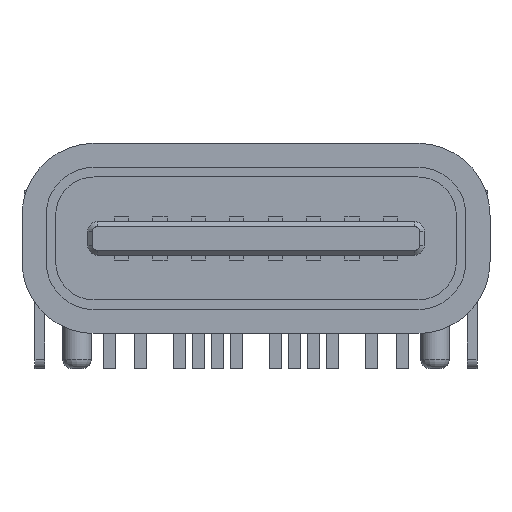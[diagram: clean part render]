
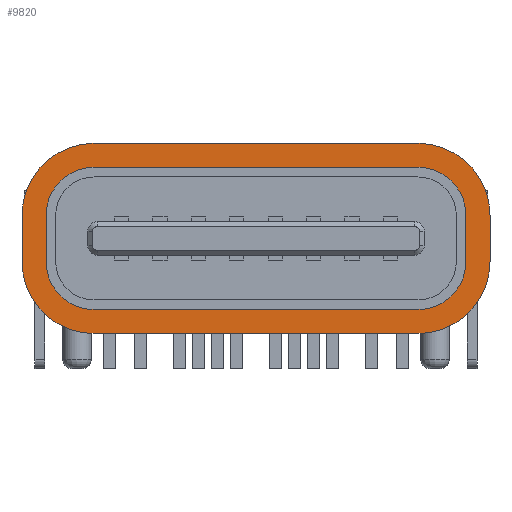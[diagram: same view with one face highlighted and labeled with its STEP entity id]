
A CAD part, front view. The second image highlights one B-rep face of the part: STEP entity #9820.
In plain terms, the highlighted planar face has unit normal (0, -1, 0).
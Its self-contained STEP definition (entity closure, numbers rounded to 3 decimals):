
#66=FACE_BOUND('',#3740,.T.);
#377=PLANE('',#10448);
#1267=LINE('',#15206,#2423);
#1373=LINE('',#15475,#2529);
#1405=LINE('',#15560,#2561);
#1409=LINE('',#15569,#2565);
#1412=LINE('',#15577,#2568);
#1417=LINE('',#15587,#2573);
#1418=LINE('',#15602,#2574);
#1419=LINE('',#15605,#2575);
#2423=VECTOR('',#12250,1.);
#2529=VECTOR('',#12446,1.);
#2561=VECTOR('',#12518,1.);
#2565=VECTOR('',#12524,1.);
#2568=VECTOR('',#12529,1.);
#2573=VECTOR('',#12536,1.);
#2574=VECTOR('',#12563,1.);
#2575=VECTOR('',#12566,1.);
#3221=FACE_OUTER_BOUND('',#3739,.T.);
#3739=EDGE_LOOP('',(#8261,#8262,#8263,#8264,#8265,#8266,#8267,#8268));
#3740=EDGE_LOOP('',(#8269,#8270,#8271,#8272,#8273,#8274,#8275,#8276));
#3979=CIRCLE('',#10414,1.);
#3989=CIRCLE('',#10430,1.);
#3992=CIRCLE('',#10438,1.5);
#3994=CIRCLE('',#10441,1.5);
#3996=CIRCLE('',#10444,1.5);
#3998=CIRCLE('',#10447,1.5);
#3999=CIRCLE('',#10449,1.);
#4000=CIRCLE('',#10450,1.);
#4650=VERTEX_POINT('',#15203);
#4651=VERTEX_POINT('',#15205);
#4768=VERTEX_POINT('',#15472);
#4769=VERTEX_POINT('',#15474);
#4773=VERTEX_POINT('',#15484);
#4797=VERTEX_POINT('',#15547);
#4799=VERTEX_POINT('',#15553);
#4802=VERTEX_POINT('',#15558);
#4803=VERTEX_POINT('',#15562);
#4806=VERTEX_POINT('',#15567);
#4809=VERTEX_POINT('',#15574);
#4810=VERTEX_POINT('',#15576);
#4811=VERTEX_POINT('',#15580);
#4814=VERTEX_POINT('',#15585);
#4815=VERTEX_POINT('',#15601);
#4816=VERTEX_POINT('',#15603);
#5827=EDGE_CURVE('',#4650,#4651,#1267,.T.);
#5960=EDGE_CURVE('',#4768,#4769,#1373,.T.);
#5965=EDGE_CURVE('',#4773,#4768,#3979,.T.);
#5998=EDGE_CURVE('',#4651,#4797,#3989,.T.);
#6004=EDGE_CURVE('',#4799,#4802,#1405,.T.);
#6008=EDGE_CURVE('',#4803,#4806,#1409,.T.);
#6011=EDGE_CURVE('',#4809,#4810,#1412,.T.);
#6016=EDGE_CURVE('',#4811,#4814,#1417,.T.);
#6018=EDGE_CURVE('',#4799,#4814,#3992,.T.);
#6020=EDGE_CURVE('',#4810,#4802,#3994,.T.);
#6022=EDGE_CURVE('',#4811,#4806,#3996,.T.);
#6024=EDGE_CURVE('',#4803,#4809,#3998,.T.);
#6025=EDGE_CURVE('',#4815,#4773,#1418,.T.);
#6026=EDGE_CURVE('',#4816,#4815,#3999,.T.);
#6027=EDGE_CURVE('',#4797,#4816,#1419,.T.);
#6028=EDGE_CURVE('',#4769,#4650,#4000,.T.);
#8261=ORIENTED_EDGE('',*,*,#6004,.T.);
#8262=ORIENTED_EDGE('',*,*,#6020,.F.);
#8263=ORIENTED_EDGE('',*,*,#6011,.F.);
#8264=ORIENTED_EDGE('',*,*,#6024,.F.);
#8265=ORIENTED_EDGE('',*,*,#6008,.T.);
#8266=ORIENTED_EDGE('',*,*,#6022,.F.);
#8267=ORIENTED_EDGE('',*,*,#6016,.T.);
#8268=ORIENTED_EDGE('',*,*,#6018,.F.);
#8269=ORIENTED_EDGE('',*,*,#5960,.F.);
#8270=ORIENTED_EDGE('',*,*,#5965,.F.);
#8271=ORIENTED_EDGE('',*,*,#6025,.F.);
#8272=ORIENTED_EDGE('',*,*,#6026,.F.);
#8273=ORIENTED_EDGE('',*,*,#6027,.F.);
#8274=ORIENTED_EDGE('',*,*,#5998,.F.);
#8275=ORIENTED_EDGE('',*,*,#5827,.F.);
#8276=ORIENTED_EDGE('',*,*,#6028,.F.);
#9820=ADVANCED_FACE('',(#3221,#66),#377,.T.);
#10414=AXIS2_PLACEMENT_3D('',#15485,#12453,#12454);
#10430=AXIS2_PLACEMENT_3D('',#15548,#12508,#12509);
#10438=AXIS2_PLACEMENT_3D('',#15590,#12541,#12542);
#10441=AXIS2_PLACEMENT_3D('',#15593,#12547,#12548);
#10444=AXIS2_PLACEMENT_3D('',#15596,#12553,#12554);
#10447=AXIS2_PLACEMENT_3D('',#15599,#12559,#12560);
#10448=AXIS2_PLACEMENT_3D('',#15600,#12561,#12562);
#10449=AXIS2_PLACEMENT_3D('',#15604,#12564,#12565);
#10450=AXIS2_PLACEMENT_3D('',#15606,#12567,#12568);
#12250=DIRECTION('',(1.,0.,0.));
#12446=DIRECTION('',(0.,0.,-1.));
#12453=DIRECTION('center_axis',(0.,-1.,0.));
#12454=DIRECTION('ref_axis',(0.,0.,-1.));
#12508=DIRECTION('center_axis',(0.,-1.,0.));
#12509=DIRECTION('ref_axis',(0.,0.,-1.));
#12518=DIRECTION('',(0.,0.,1.));
#12524=DIRECTION('',(0.,0.,-1.));
#12529=DIRECTION('',(1.,0.,0.));
#12536=DIRECTION('',(1.,0.,0.));
#12541=DIRECTION('center_axis',(0.,1.,0.));
#12542=DIRECTION('ref_axis',(0.,0.,-1.));
#12547=DIRECTION('center_axis',(0.,1.,0.));
#12548=DIRECTION('ref_axis',(0.,0.,-1.));
#12553=DIRECTION('center_axis',(0.,1.,0.));
#12554=DIRECTION('ref_axis',(0.,0.,-1.));
#12559=DIRECTION('center_axis',(0.,1.,0.));
#12560=DIRECTION('ref_axis',(0.,0.,-1.));
#12561=DIRECTION('center_axis',(0.,-1.,0.));
#12562=DIRECTION('ref_axis',(0.,0.,-1.));
#12563=DIRECTION('',(-1.,0.,0.));
#12564=DIRECTION('center_axis',(0.,-1.,0.));
#12565=DIRECTION('ref_axis',(0.,0.,-1.));
#12566=DIRECTION('',(0.,0.,1.));
#12567=DIRECTION('center_axis',(0.,-1.,0.));
#12568=DIRECTION('ref_axis',(0.,0.,-1.));
#15203=CARTESIAN_POINT('',(-3.37,-5.565,0.23));
#15205=CARTESIAN_POINT('',(3.37,-5.565,0.23));
#15206=CARTESIAN_POINT('',(-3.37,-5.565,0.23));
#15472=CARTESIAN_POINT('',(-4.37,-5.565,2.19));
#15474=CARTESIAN_POINT('',(-4.37,-5.565,1.23));
#15475=CARTESIAN_POINT('',(-4.37,-5.565,2.19));
#15484=CARTESIAN_POINT('',(-3.37,-5.565,3.19));
#15485=CARTESIAN_POINT('Origin',(-3.37,-5.565,2.19));
#15547=CARTESIAN_POINT('',(4.37,-5.565,1.23));
#15548=CARTESIAN_POINT('Origin',(3.37,-5.565,1.23));
#15553=CARTESIAN_POINT('',(4.87,-5.565,1.23));
#15558=CARTESIAN_POINT('',(4.87,-5.565,2.19));
#15560=CARTESIAN_POINT('',(4.87,-5.565,3.69));
#15562=CARTESIAN_POINT('',(-4.87,-5.565,2.19));
#15567=CARTESIAN_POINT('',(-4.87,-5.565,1.23));
#15569=CARTESIAN_POINT('',(-4.87,-5.565,3.69));
#15574=CARTESIAN_POINT('',(-3.37,-5.565,3.69));
#15576=CARTESIAN_POINT('',(3.37,-5.565,3.69));
#15577=CARTESIAN_POINT('',(0.,-5.565,3.69));
#15580=CARTESIAN_POINT('',(-3.37,-5.565,-0.27));
#15585=CARTESIAN_POINT('',(3.37,-5.565,-0.27));
#15587=CARTESIAN_POINT('',(0.,-5.565,-0.27));
#15590=CARTESIAN_POINT('Origin',(3.37,-5.565,1.23));
#15593=CARTESIAN_POINT('Origin',(3.37,-5.565,2.19));
#15596=CARTESIAN_POINT('Origin',(-3.37,-5.565,1.23));
#15599=CARTESIAN_POINT('Origin',(-3.37,-5.565,2.19));
#15600=CARTESIAN_POINT('Origin',(0.,-5.565,1.71));
#15601=CARTESIAN_POINT('',(3.37,-5.565,3.19));
#15602=CARTESIAN_POINT('',(3.37,-5.565,3.19));
#15603=CARTESIAN_POINT('',(4.37,-5.565,2.19));
#15604=CARTESIAN_POINT('Origin',(3.37,-5.565,2.19));
#15605=CARTESIAN_POINT('',(4.37,-5.565,1.23));
#15606=CARTESIAN_POINT('Origin',(-3.37,-5.565,1.23));
